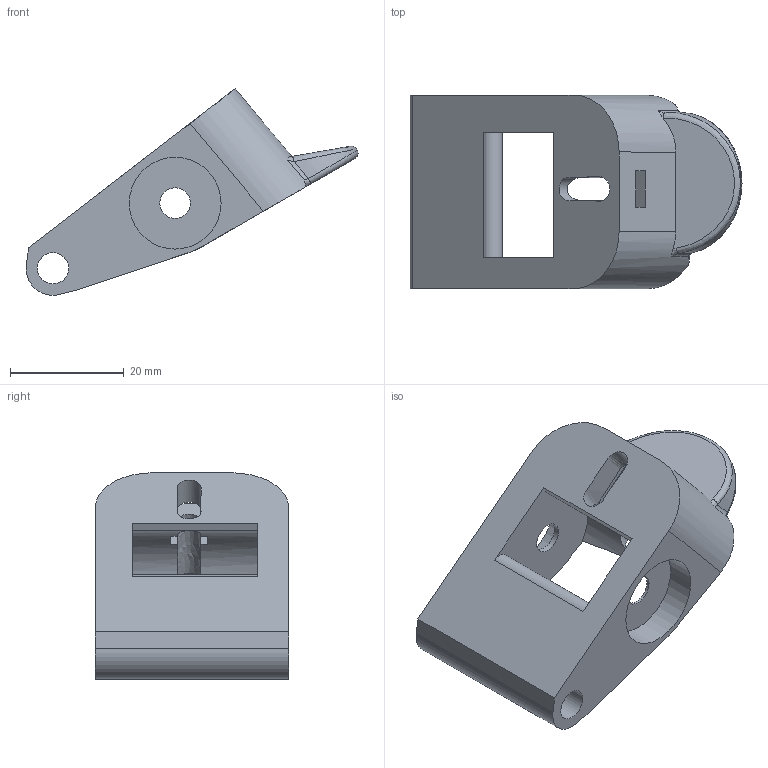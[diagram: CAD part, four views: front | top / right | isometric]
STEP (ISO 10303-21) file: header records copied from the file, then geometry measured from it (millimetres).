
FILE_DESCRIPTION(/* description */ (''),/* implementation_level */ '2;1');
FILE_NAME(/* name */ 'Tensioner Body.step',/* time_stamp */ '2022-01-02T16:44:25-06:00',/* author */ (''),/* organization */ (''),/* preprocessor_version */ 'ST-DEVELOPER v18.1',/* originating_system */ 'Autodesk Translation Framework v10.10.0.1391',/* authorisation */ '');
FILE_SCHEMA (('AUTOMOTIVE_DESIGN { 1 0 10303 214 3 1 1 }'));
Length unit declared in the file: millimetre
Products named in the file (1): Tensioner Body
Bounding box: 58.37 x 34 x 36.29 mm (x, y, z)
Volume: 14587.6 mm3; surface area: 8215.5 mm2
Topology: 1 solids, 1 shells, 58 faces, 166 edges, 109 vertices
Faces by surface type: plane 24, cylinder 17, bspline 16, torus 1
Full cylindrical faces by diameter (mm): 5.4 x2, 5.5 x1, 16.15 x2
Entity records: 3611 total; most frequent: CARTESIAN_POINT 2099, ORIENTED_EDGE 332, DIRECTION 266, EDGE_CURVE 166, VERTEX_POINT 109, AXIS2_PLACEMENT_3D 95, LINE 76, VECTOR 76
